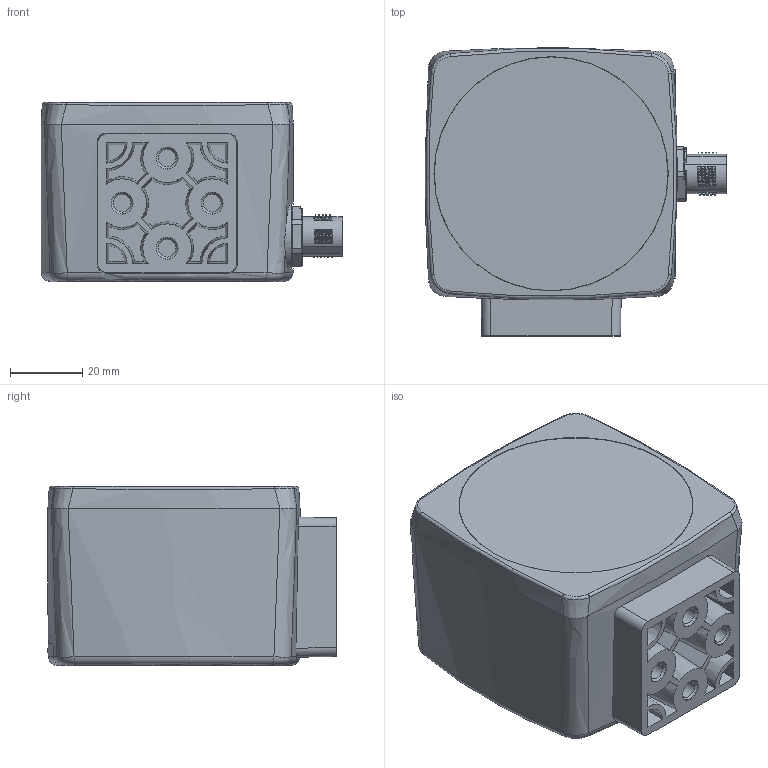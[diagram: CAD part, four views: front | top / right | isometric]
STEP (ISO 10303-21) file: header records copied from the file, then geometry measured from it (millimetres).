
FILE_DESCRIPTION((''),'2;1');
FILE_NAME('07BG05_SW0002','2012-01-24T',('dhelisch'),(''),'PRO/ENGINEER BY PARAMETRIC TECHNOLOGY CORPORATION, 2007250','PRO/ENGINEER BY PARAMETRIC TECHNOLOGY CORPORATION, 2007250','');
FILE_SCHEMA(('CONFIG_CONTROL_DESIGN'));
Length unit declared in the file: millimetre
Products named in the file (1): 07BG05_SW0002
Bounding box: 83.8 x 80 x 49.7 mm (x, y, z)
Volume: 227512.5 mm3; surface area: 40769.5 mm2
Topology: 2 solids, 2 shells, 675 faces, 1654 edges, 1010 vertices
Faces by surface type: plane 224, cylinder 163, bspline 149, cone 90, torus 39, extrusion 6, sphere 4
Entity records: 30876 total; most frequent: CARTESIAN_POINT 13213, ORIENTED_EDGE 3302, DIRECTION 2712, EDGE_CURVE 1651, AXIS2_PLACEMENT_3D 1039, VERTEX_POINT 1010, EDGE_LOOP 725, FACE_OUTER_BOUND 675
